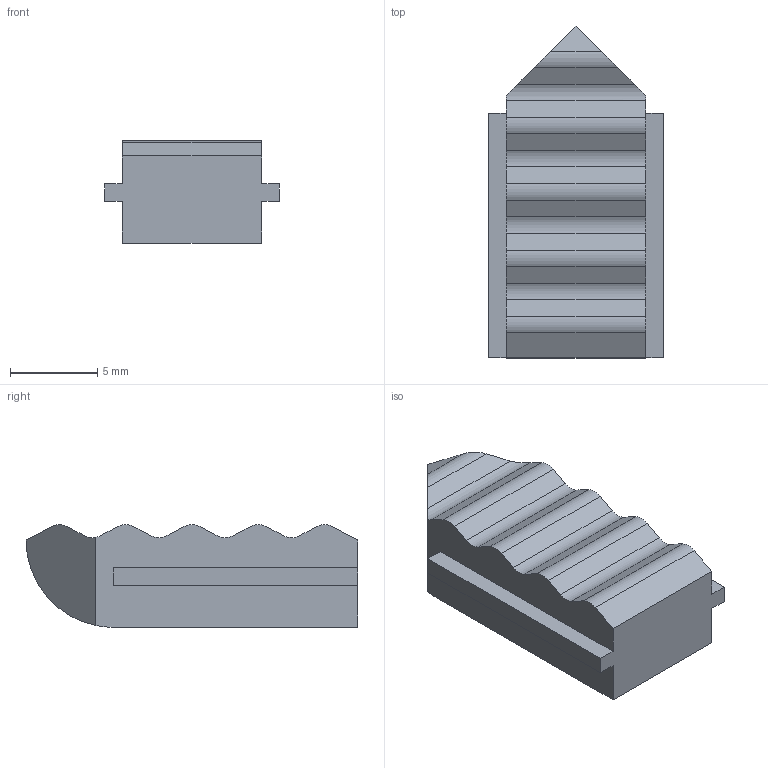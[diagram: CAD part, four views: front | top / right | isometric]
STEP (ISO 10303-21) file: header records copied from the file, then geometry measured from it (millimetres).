
FILE_DESCRIPTION(('FreeCAD Model'),'2;1');
FILE_NAME('Button.step','2015-04-26T18:18:36',('Author'),(''), 'Open CASCADE STEP processor 6.8','FreeCAD','Unknown');
FILE_SCHEMA(('AUTOMOTIVE_DESIGN_CC2 { 1 2 10303 214 -1 1 5 4 }'));
Length unit declared in the file: millimetre
Products named in the file (1): Button
Bounding box: 10 x 19 x 5.87 mm (x, y, z)
Volume: 763.9 mm3; surface area: 599.5 mm2
Topology: 1 solids, 1 shells, 34 faces, 116 edges, 84 vertices
Faces by surface type: plane 24, cylinder 10
Entity records: 4211 total; most frequent: CARTESIAN_POINT 2029, DIRECTION 366, LINE 236, VECTOR 236, ORIENTED_EDGE 232, PCURVE 232, DEFINITIONAL_REPRESENTATION 232, EDGE_CURVE 116
